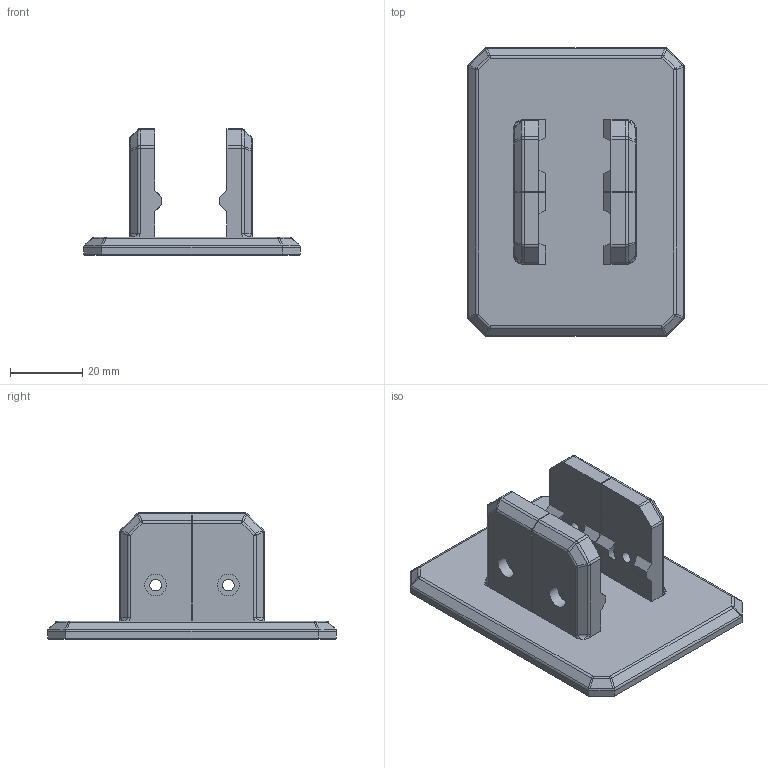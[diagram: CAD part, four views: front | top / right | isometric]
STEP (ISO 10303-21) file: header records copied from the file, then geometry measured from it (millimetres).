
FILE_DESCRIPTION(/* description */ (''),/* implementation_level */ '2;1');
FILE_NAME(/* name */ '2020_extrusion_cut_guide.step',/* time_stamp */ '2023-12-22T10:58:36-06:00',/* author */ (''),/* organization */ (''),/* preprocessor_version */ 'ST-DEVELOPER v20',/* originating_system */ 'Autodesk Translation Framework v12.14.0.127',/* authorisation */ '');
FILE_SCHEMA (('AUTOMOTIVE_DESIGN { 1 0 10303 214 3 1 1 }'));
Length unit declared in the file: millimetre
Products named in the file (1): 2020_extrusion_cut_guide
Bounding box: 60 x 80 x 35 mm (x, y, z)
Volume: 38525.5 mm3; surface area: 16860.3 mm2
Topology: 1 solids, 1 shells, 206 faces, 484 edges, 288 vertices
Faces by surface type: plane 90, cylinder 84, sphere 24, bspline 8
Full cylindrical faces by diameter (mm): 3.2 x4, 6 x4
Entity records: 6097 total; most frequent: CARTESIAN_POINT 1247, DIRECTION 1062, ORIENTED_EDGE 968, EDGE_CURVE 484, AXIS2_PLACEMENT_3D 391, VERTEX_POINT 288, LINE 280, VECTOR 280
